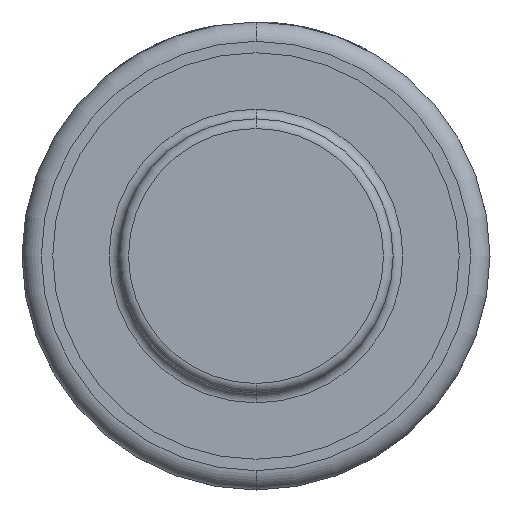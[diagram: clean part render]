
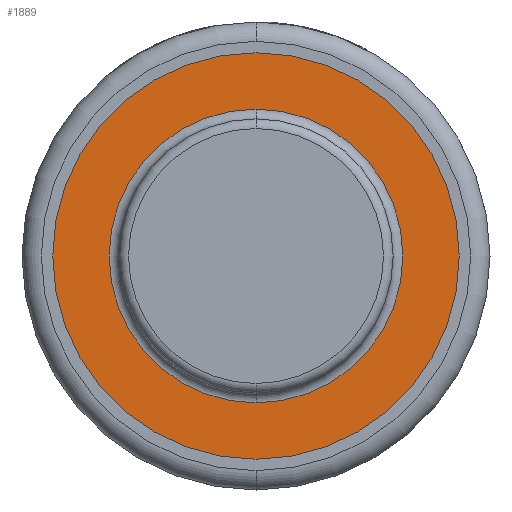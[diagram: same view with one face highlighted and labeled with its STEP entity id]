
A CAD part, front view. The second image highlights one B-rep face of the part: STEP entity #1889.
In plain terms, the highlighted planar face has unit normal (0, -1, 0).
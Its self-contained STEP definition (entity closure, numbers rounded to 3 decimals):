
#16 = CIRCLE ( 'NONE', #3742, 4.55 ) ;
#54 = CARTESIAN_POINT ( 'NONE',  ( 0., -0.24, 0. ) ) ;
#71 = AXIS2_PLACEMENT_3D ( 'NONE', #1506, #2160, #4297 ) ;
#99 = EDGE_CURVE ( 'NONE', #4339, #1068, #4228, .T. ) ;
#449 = DIRECTION ( 'NONE',  ( 0., 0., 1. ) ) ;
#765 = DIRECTION ( 'NONE',  ( 0., 1., 0. ) ) ;
#1008 = EDGE_LOOP ( 'NONE', ( #4487, #2965 ) ) ;
#1068 = VERTEX_POINT ( 'NONE', #3751 ) ;
#1296 = CARTESIAN_POINT ( 'NONE',  ( 0., -0.24, -6.298 ) ) ;
#1364 = AXIS2_PLACEMENT_3D ( 'NONE', #54, #765, #449 ) ;
#1506 = CARTESIAN_POINT ( 'NONE',  ( 0., -0.24, 0. ) ) ;
#1603 = DIRECTION ( 'NONE',  ( 0., 1., 0. ) ) ;
#1625 = DIRECTION ( 'NONE',  ( 0., 0., 1. ) ) ;
#1751 = DIRECTION ( 'NONE',  ( 0., 1., 0. ) ) ;
#1889 = ADVANCED_FACE ( 'NONE', ( #3716, #2679 ), #4041, .F. ) ;
#1923 = EDGE_CURVE ( 'NONE', #1068, #4339, #16, .T. ) ;
#1925 = DIRECTION ( 'NONE',  ( 0., 1., 0. ) ) ;
#1954 = EDGE_LOOP ( 'NONE', ( #2939, #3831 ) ) ;
#2160 = DIRECTION ( 'NONE',  ( 0., 1., 0. ) ) ;
#2283 = VERTEX_POINT ( 'NONE', #2531 ) ;
#2294 = AXIS2_PLACEMENT_3D ( 'NONE', #2437, #1751, #3784 ) ;
#2371 = CARTESIAN_POINT ( 'NONE',  ( 0., -0.24, -4.55 ) ) ;
#2437 = CARTESIAN_POINT ( 'NONE',  ( 0., -0.24, 0. ) ) ;
#2531 = CARTESIAN_POINT ( 'NONE',  ( 0., -0.24, 6.298 ) ) ;
#2660 = CARTESIAN_POINT ( 'NONE',  ( 4.55, -0.24, 0. ) ) ;
#2679 = FACE_BOUND ( 'NONE', #1954, .T. ) ;
#2939 = ORIENTED_EDGE ( 'NONE', *, *, #1923, .T. ) ;
#2965 = ORIENTED_EDGE ( 'NONE', *, *, #3332, .F. ) ;
#3004 = DIRECTION ( 'NONE',  ( 0., 0., 1. ) ) ;
#3332 = EDGE_CURVE ( 'NONE', #3635, #2283, #4117, .T. ) ;
#3635 = VERTEX_POINT ( 'NONE', #1296 ) ;
#3716 = FACE_OUTER_BOUND ( 'NONE', #1008, .T. ) ;
#3742 = AXIS2_PLACEMENT_3D ( 'NONE', #4014, #1925, #1625 ) ;
#3751 = CARTESIAN_POINT ( 'NONE',  ( 0., -0.24, 4.55 ) ) ;
#3784 = DIRECTION ( 'NONE',  ( 0., 0., 1. ) ) ;
#3815 = AXIS2_PLACEMENT_3D ( 'NONE', #2660, #1603, #3004 ) ;
#3831 = ORIENTED_EDGE ( 'NONE', *, *, #99, .T. ) ;
#4006 = CIRCLE ( 'NONE', #1364, 6.298 ) ;
#4014 = CARTESIAN_POINT ( 'NONE',  ( 0., -0.24, 0. ) ) ;
#4041 = PLANE ( 'NONE',  #3815 ) ;
#4117 = CIRCLE ( 'NONE', #2294, 6.298 ) ;
#4165 = EDGE_CURVE ( 'NONE', #2283, #3635, #4006, .T. ) ;
#4228 = CIRCLE ( 'NONE', #71, 4.55 ) ;
#4297 = DIRECTION ( 'NONE',  ( 0., 0., 1. ) ) ;
#4339 = VERTEX_POINT ( 'NONE', #2371 ) ;
#4487 = ORIENTED_EDGE ( 'NONE', *, *, #4165, .F. ) ;
